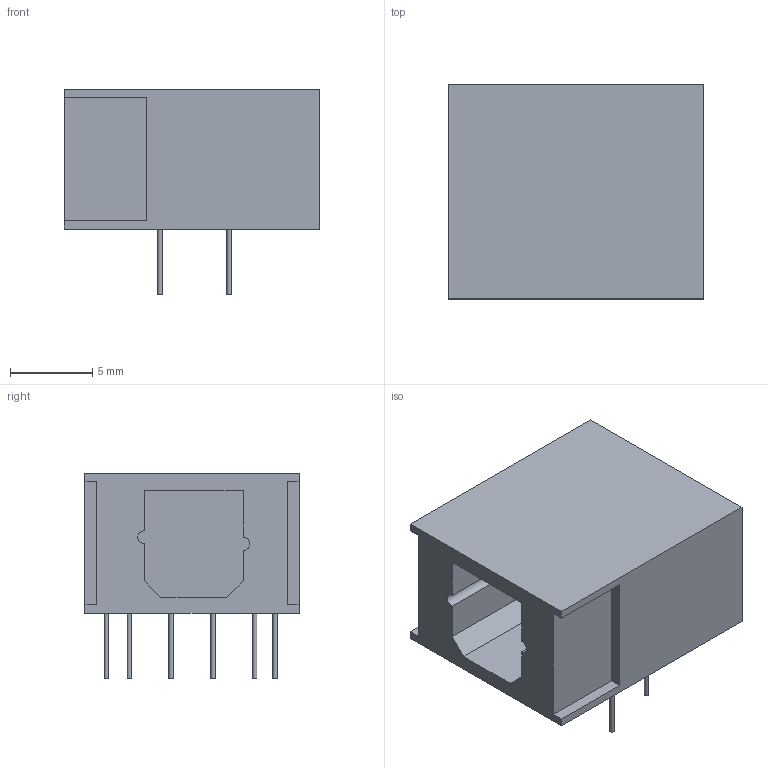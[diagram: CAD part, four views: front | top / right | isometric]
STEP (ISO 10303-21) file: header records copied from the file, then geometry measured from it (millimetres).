
FILE_DESCRIPTION(/* description */ (''),/* implementation_level */ '2;1');
FILE_NAME(/* name */ 'TORX173.stp',/* time_stamp */ '2020-02-28T16:34:58+01:00',/* author */ ('m.hasebos'),/* organization */ (''),/* preprocessor_version */ 'ST-DEVELOPER v17',/* originating_system */ 'Autodesk Inventor 2019',/* authorisation */ '');
FILE_SCHEMA (('AUTOMOTIVE_DESIGN { 1 0 10303 214 3 1 1 }'));
Length unit declared in the file: millimetre
Products named in the file (1): TORX173
Bounding box: 15.5 x 13 x 12.5 mm (x, y, z)
Volume: 1334.3 mm3; surface area: 1132 mm2
Topology: 1 solids, 1 shells, 37 faces, 84 edges, 56 vertices
Faces by surface type: plane 29, cylinder 8
Full cylindrical faces by diameter (mm): 0.25 x1, 0.26 x1, 0.261 x1, 0.264 x1, 0.274 x1, 0.295 x1
Entity records: 1073 total; most frequent: CARTESIAN_POINT 178, DIRECTION 176, ORIENTED_EDGE 168, EDGE_CURVE 84, LINE 68, VECTOR 68, VERTEX_POINT 56, AXIS2_PLACEMENT_3D 54
